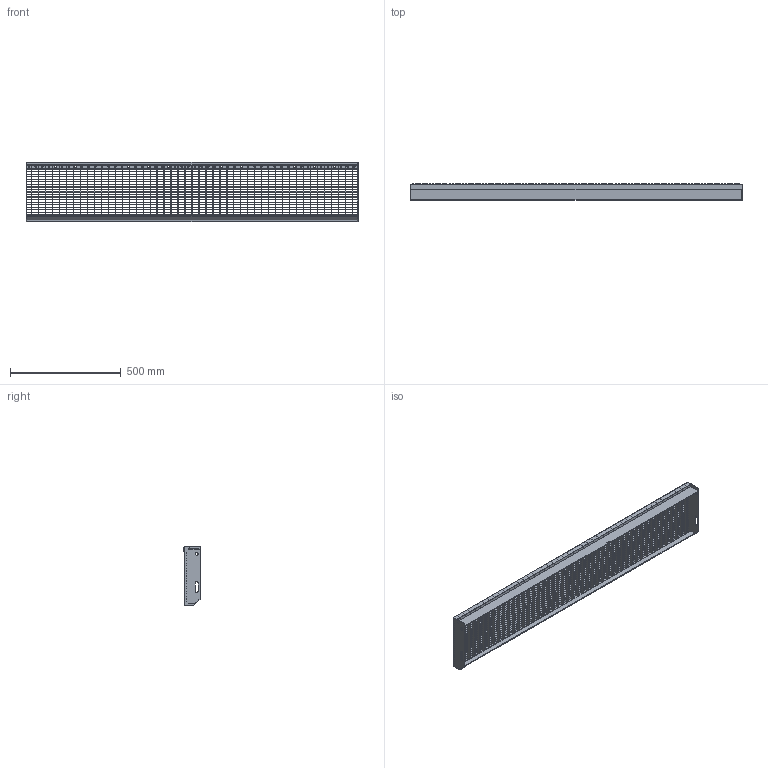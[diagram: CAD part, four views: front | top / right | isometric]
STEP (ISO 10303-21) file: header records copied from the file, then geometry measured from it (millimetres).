
FILE_DESCRIPTION (( 'STEP AP203' ), '1' );
FILE_NAME ('40.1502731.7.step', '2015-10-04T07:13:04', ( '' ), ( '' ), 'SwSTEP 2.0', 'SolidWorks 2015', '' );
FILE_SCHEMA (( 'CONFIG_CONTROL_DESIGN' ));
Length unit declared in the file: millimetre
Products named in the file (1): 40.1502731.7
Bounding box: 1500 x 72.67 x 270 mm (x, y, z)
Volume: 1425452.9 mm3; surface area: 1782764 mm2
Topology: 59 solids, 59 shells, 1329 faces, 3281 edges, 2170 vertices
Faces by surface type: plane 844, cylinder 208, cone 198, bspline 79
Entity records: 44110 total; most frequent: CARTESIAN_POINT 11812, ORIENTED_EDGE 6562, DIRECTION 6453, EDGE_CURVE 3281, LINE 2295, VECTOR 2295, VERTEX_POINT 2170, AXIS2_PLACEMENT_3D 2079
